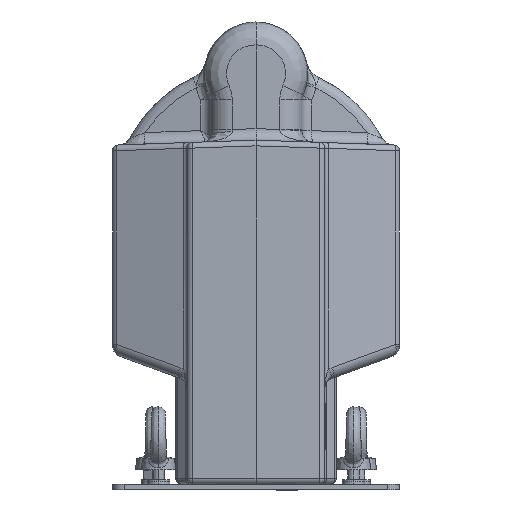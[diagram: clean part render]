
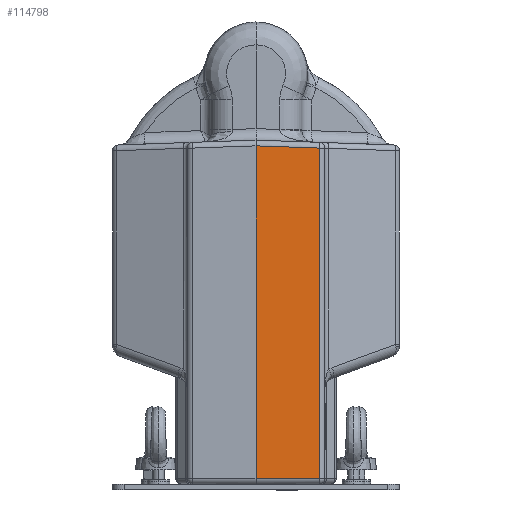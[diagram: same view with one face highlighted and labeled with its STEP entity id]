
A CAD part, left-side view. The second image highlights one B-rep face of the part: STEP entity #114798.
In plain terms, the highlighted planar face has unit normal (-0.999, -0.035, 0).
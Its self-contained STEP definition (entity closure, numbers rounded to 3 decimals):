
#7773 = CARTESIAN_POINT ( 'NONE',  ( -166.073, -55.175, 298.076 ) ) ;
#7818 = CARTESIAN_POINT ( 'NONE',  ( -166.073, -55.175, 10. ) ) ;
#7828 = CARTESIAN_POINT ( 'NONE',  ( -168., 0., 300.003 ) ) ;
#7842 = CARTESIAN_POINT ( 'NONE',  ( -168., 0., 10. ) ) ;
#16409 = LINE ( 'NONE', #132723, #16477 ) ;
#16414 = LINE ( 'NONE', #132698, #16449 ) ;
#16449 = VECTOR ( 'NONE', #132707, 1000. ) ;
#16477 = VECTOR ( 'NONE', #132739, 1000. ) ;
#17843 = CARTESIAN_POINT ( 'NONE',  ( -168., 0., 10. ) ) ;
#17860 = DIRECTION ( 'NONE',  ( 0.035, -0.999, 0. ) ) ;
#30607 = ORIENTED_EDGE ( 'NONE', *, *, #50014, .T. ) ;
#30694 = ORIENTED_EDGE ( 'NONE', *, *, #64271, .T. ) ;
#30701 = ORIENTED_EDGE ( 'NONE', *, *, #50821, .T. ) ;
#30733 = ORIENTED_EDGE ( 'NONE', *, *, #50839, .T. ) ;
#38570 = FACE_OUTER_BOUND ( 'NONE', #116782, .T. ) ;
#42441 = VERTEX_POINT ( 'NONE', #7773 ) ;
#42466 = VERTEX_POINT ( 'NONE', #7828 ) ;
#42556 = VERTEX_POINT ( 'NONE', #7818 ) ;
#42572 = VERTEX_POINT ( 'NONE', #7842 ) ;
#48941 = CARTESIAN_POINT ( 'NONE',  ( -168., 0., 305. ) ) ;
#48974 = DIRECTION ( 'NONE',  ( 0., 0., -1. ) ) ;
#50014 = EDGE_CURVE ( 'NONE', #42466, #42572, #64133, .T. ) ;
#50821 = EDGE_CURVE ( 'NONE', #42556, #42441, #16414, .T. ) ;
#50839 = EDGE_CURVE ( 'NONE', #42441, #42466, #16409, .T. ) ;
#64133 = LINE ( 'NONE', #48941, #64151 ) ;
#64151 = VECTOR ( 'NONE', #48974, 1000. ) ;
#64271 = EDGE_CURVE ( 'NONE', #42572, #42556, #134823, .T. ) ;
#82584 = DIRECTION ( 'NONE',  ( 0.035, -0.999, 0. ) ) ;
#82609 = PLANE ( 'NONE',  #111951 ) ;
#82623 = CARTESIAN_POINT ( 'NONE',  ( -168., 0., 305. ) ) ;
#82638 = DIRECTION ( 'NONE',  ( -0.999, -0.035, 0. ) ) ;
#111951 = AXIS2_PLACEMENT_3D ( 'NONE', #82623, #82638, #82584 ) ;
#114798 = ADVANCED_FACE ( 'NONE', ( #38570 ), #82609, .T. ) ;
#116782 = EDGE_LOOP ( 'NONE', ( #30607, #30694, #30701, #30733 ) ) ;
#132698 = CARTESIAN_POINT ( 'NONE',  ( -166.073, -55.175, 305. ) ) ;
#132707 = DIRECTION ( 'NONE',  ( 0., 0., 1. ) ) ;
#132723 = CARTESIAN_POINT ( 'NONE',  ( -168.006, 0.174, 300.009 ) ) ;
#132739 = DIRECTION ( 'NONE',  ( -0.035, 0.999, 0.035 ) ) ;
#134823 = LINE ( 'NONE', #17843, #134856 ) ;
#134856 = VECTOR ( 'NONE', #17860, 1000. ) ;
